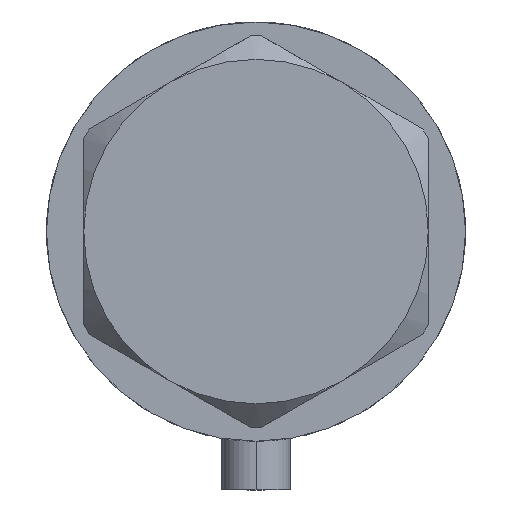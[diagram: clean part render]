
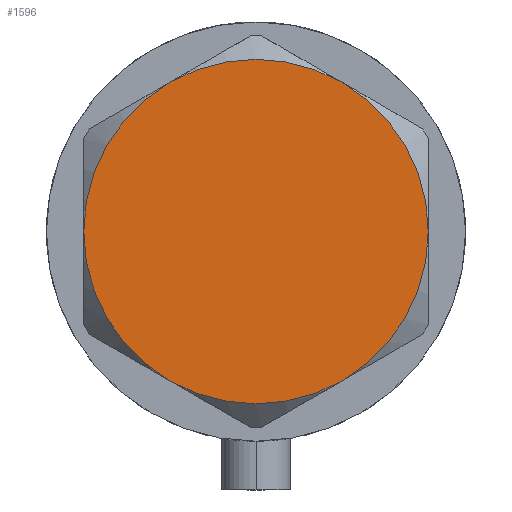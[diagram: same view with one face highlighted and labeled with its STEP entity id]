
A CAD part, left-side view. The second image highlights one B-rep face of the part: STEP entity #1596.
In plain terms, the highlighted face is planar.
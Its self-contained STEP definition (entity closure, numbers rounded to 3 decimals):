
#18 = PLANE ( 'NONE',  #228 ) ;
#62 = DIRECTION ( 'NONE',  ( 1., 0., 0. ) ) ;
#92 = CARTESIAN_POINT ( 'NONE',  ( 0., 0., 14.5 ) ) ;
#143 = DIRECTION ( 'NONE',  ( 0., 0., 1. ) ) ;
#228 = AXIS2_PLACEMENT_3D ( 'NONE', #1761, #2510, #4194 ) ;
#233 = ORIENTED_EDGE ( 'NONE', *, *, #2275, .T. ) ;
#234 = VERTEX_POINT ( 'NONE', #631 ) ;
#394 = FACE_OUTER_BOUND ( 'NONE', #3837, .T. ) ;
#411 = CIRCLE ( 'NONE', #1567, 30. ) ;
#421 = DIRECTION ( 'NONE',  ( 1., 0., 0. ) ) ;
#631 = CARTESIAN_POINT ( 'NONE',  ( 30., 0., 14.5 ) ) ;
#794 = ORIENTED_EDGE ( 'NONE', *, *, #2338, .T. ) ;
#816 = DIRECTION ( 'NONE',  ( 0., 0., 1. ) ) ;
#866 = CARTESIAN_POINT ( 'NONE',  ( 15., 25.981, 14.5 ) ) ;
#909 = CIRCLE ( 'NONE', #3421, 30. ) ;
#1093 = ORIENTED_EDGE ( 'NONE', *, *, #3887, .T. ) ;
#1208 = EDGE_CURVE ( 'NONE', #2972, #2678, #411, .T. ) ;
#1490 = DIRECTION ( 'NONE',  ( 1., 0., 0. ) ) ;
#1549 = DIRECTION ( 'NONE',  ( 1., 0., 0. ) ) ;
#1567 = AXIS2_PLACEMENT_3D ( 'NONE', #1809, #816, #421 ) ;
#1596 = ADVANCED_FACE ( 'NONE', ( #394 ), #18, .T. ) ;
#1607 = AXIS2_PLACEMENT_3D ( 'NONE', #1891, #143, #3999 ) ;
#1739 = AXIS2_PLACEMENT_3D ( 'NONE', #2453, #3162, #62 ) ;
#1761 = CARTESIAN_POINT ( 'NONE',  ( 0., 0., 14.5 ) ) ;
#1809 = CARTESIAN_POINT ( 'NONE',  ( 0., 0., 14.5 ) ) ;
#1860 = EDGE_CURVE ( 'NONE', #3280, #2230, #3843, .T. ) ;
#1891 = CARTESIAN_POINT ( 'NONE',  ( 0., 0., 14.5 ) ) ;
#1978 = AXIS2_PLACEMENT_3D ( 'NONE', #92, #3213, #1490 ) ;
#1987 = ORIENTED_EDGE ( 'NONE', *, *, #3308, .T. ) ;
#2230 = VERTEX_POINT ( 'NONE', #3185 ) ;
#2275 = EDGE_CURVE ( 'NONE', #2678, #3280, #4279, .T. ) ;
#2338 = EDGE_CURVE ( 'NONE', #2230, #234, #4213, .T. ) ;
#2453 = CARTESIAN_POINT ( 'NONE',  ( 0., 0., 14.5 ) ) ;
#2510 = DIRECTION ( 'NONE',  ( 0., 0., 1. ) ) ;
#2542 = VERTEX_POINT ( 'NONE', #866 ) ;
#2630 = CARTESIAN_POINT ( 'NONE',  ( -30., 0., 14.5 ) ) ;
#2678 = VERTEX_POINT ( 'NONE', #2630 ) ;
#2680 = CARTESIAN_POINT ( 'NONE',  ( 0., 0., 14.5 ) ) ;
#2887 = AXIS2_PLACEMENT_3D ( 'NONE', #4280, #3962, #1549 ) ;
#2972 = VERTEX_POINT ( 'NONE', #3171 ) ;
#3033 = DIRECTION ( 'NONE',  ( 1., 0., 0. ) ) ;
#3162 = DIRECTION ( 'NONE',  ( 0., 0., 1. ) ) ;
#3171 = CARTESIAN_POINT ( 'NONE',  ( -15., 25.981, 14.5 ) ) ;
#3185 = CARTESIAN_POINT ( 'NONE',  ( 15., -25.981, 14.5 ) ) ;
#3213 = DIRECTION ( 'NONE',  ( 0., 0., 1. ) ) ;
#3280 = VERTEX_POINT ( 'NONE', #3384 ) ;
#3308 = EDGE_CURVE ( 'NONE', #2542, #2972, #909, .T. ) ;
#3384 = CARTESIAN_POINT ( 'NONE',  ( -15., -25.981, 14.5 ) ) ;
#3421 = AXIS2_PLACEMENT_3D ( 'NONE', #2680, #3730, #3033 ) ;
#3694 = ORIENTED_EDGE ( 'NONE', *, *, #1208, .T. ) ;
#3730 = DIRECTION ( 'NONE',  ( 0., 0., 1. ) ) ;
#3747 = ORIENTED_EDGE ( 'NONE', *, *, #1860, .T. ) ;
#3837 = EDGE_LOOP ( 'NONE', ( #794, #1093, #1987, #3694, #233, #3747 ) ) ;
#3843 = CIRCLE ( 'NONE', #1607, 30. ) ;
#3887 = EDGE_CURVE ( 'NONE', #234, #2542, #4364, .T. ) ;
#3962 = DIRECTION ( 'NONE',  ( 0., 0., 1. ) ) ;
#3999 = DIRECTION ( 'NONE',  ( 1., 0., 0. ) ) ;
#4194 = DIRECTION ( 'NONE',  ( 1., 0., 0. ) ) ;
#4213 = CIRCLE ( 'NONE', #2887, 30. ) ;
#4279 = CIRCLE ( 'NONE', #1739, 30. ) ;
#4280 = CARTESIAN_POINT ( 'NONE',  ( 0., 0., 14.5 ) ) ;
#4364 = CIRCLE ( 'NONE', #1978, 30. ) ;
